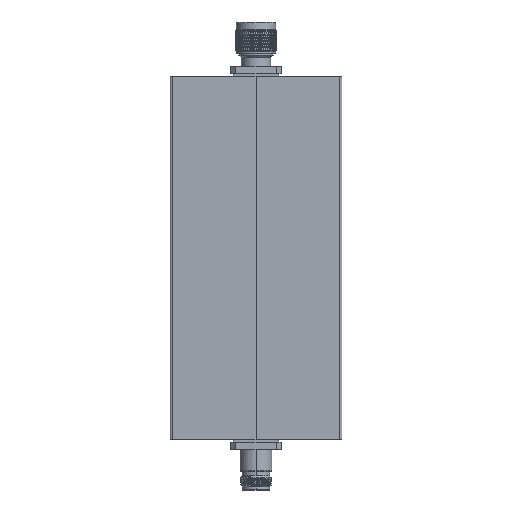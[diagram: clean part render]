
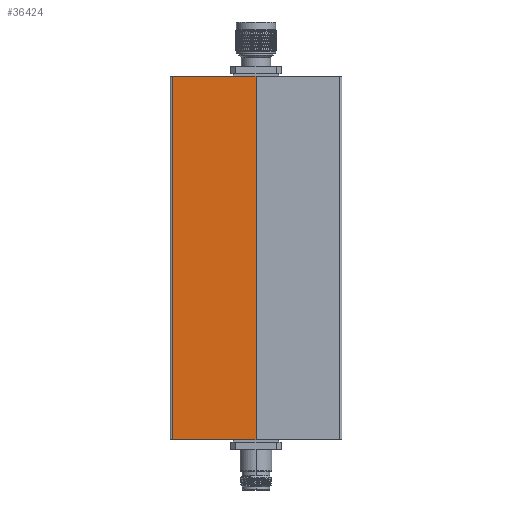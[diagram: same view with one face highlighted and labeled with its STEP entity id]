
A CAD part, left-side view. The second image highlights one B-rep face of the part: STEP entity #36424.
In plain terms, the highlighted planar face has unit normal (-1, 0, 0).
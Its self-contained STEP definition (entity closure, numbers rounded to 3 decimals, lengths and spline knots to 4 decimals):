
#643 = VERTEX_POINT ( 'NONE', #1400 ) ;
#1400 = CARTESIAN_POINT ( 'NONE',  ( -1.6732, 0., 3.5827 ) ) ;
#1709 = EDGE_CURVE ( 'NONE', #29499, #46678, #95066, .T. ) ;
#9714 = ORIENTED_EDGE ( 'NONE', *, *, #105196, .T. ) ;
#10673 = AXIS2_PLACEMENT_3D ( 'NONE', #11524, #96309, #19949 ) ;
#11524 = CARTESIAN_POINT ( 'NONE',  ( -1.6732, -1.6535, 3.5827 ) ) ;
#12070 = FACE_OUTER_BOUND ( 'NONE', #83174, .T. ) ;
#12455 = DIRECTION ( 'NONE',  ( 0., -1., 0. ) ) ;
#14275 = CARTESIAN_POINT ( 'NONE',  ( -1.6732, 0., -3.5827 ) ) ;
#19822 = DIRECTION ( 'NONE',  ( 0., 0., -1. ) ) ;
#19949 = DIRECTION ( 'NONE',  ( 0., 1., 0. ) ) ;
#26555 = LINE ( 'NONE', #30425, #38021 ) ;
#27760 = CARTESIAN_POINT ( 'NONE',  ( -1.6732, 1.6535, 3.5827 ) ) ;
#28375 = ORIENTED_EDGE ( 'NONE', *, *, #44961, .F. ) ;
#29499 = VERTEX_POINT ( 'NONE', #27760 ) ;
#30425 = CARTESIAN_POINT ( 'NONE',  ( -1.6732, 1.6535, 3.5827 ) ) ;
#30945 = ORIENTED_EDGE ( 'NONE', *, *, #1709, .T. ) ;
#31255 = DIRECTION ( 'NONE',  ( 0., -1., 0. ) ) ;
#36424 = ADVANCED_FACE ( 'NONE', ( #12070 ), #53673, .F. ) ;
#38021 = VECTOR ( 'NONE', #12455, 39.3701 ) ;
#41503 = VECTOR ( 'NONE', #77215, 39.3701 ) ;
#44961 = EDGE_CURVE ( 'NONE', #29499, #643, #26555, .T. ) ;
#46678 = VERTEX_POINT ( 'NONE', #74218 ) ;
#53673 = PLANE ( 'NONE',  #10673 ) ;
#54097 = CARTESIAN_POINT ( 'NONE',  ( -1.6732, 1.6535, 3.5827 ) ) ;
#57100 = VECTOR ( 'NONE', #31255, 39.3701 ) ;
#66081 = CARTESIAN_POINT ( 'NONE',  ( -1.6732, -1.6535, -3.5827 ) ) ;
#69337 = CARTESIAN_POINT ( 'NONE',  ( -1.6732, 0., 3.5827 ) ) ;
#73965 = LINE ( 'NONE', #66081, #57100 ) ;
#74218 = CARTESIAN_POINT ( 'NONE',  ( -1.6732, 1.6535, -3.5827 ) ) ;
#77215 = DIRECTION ( 'NONE',  ( 0., 0., 1. ) ) ;
#77401 = VERTEX_POINT ( 'NONE', #14275 ) ;
#78869 = LINE ( 'NONE', #69337, #41503 ) ;
#82843 = VECTOR ( 'NONE', #19822, 39.3701 ) ;
#83174 = EDGE_LOOP ( 'NONE', ( #105083, #9714, #28375, #30945 ) ) ;
#85544 = EDGE_CURVE ( 'NONE', #46678, #77401, #73965, .T. ) ;
#95066 = LINE ( 'NONE', #54097, #82843 ) ;
#96309 = DIRECTION ( 'NONE',  ( 1., 0., 0. ) ) ;
#105083 = ORIENTED_EDGE ( 'NONE', *, *, #85544, .T. ) ;
#105196 = EDGE_CURVE ( 'NONE', #77401, #643, #78869, .T. ) ;
